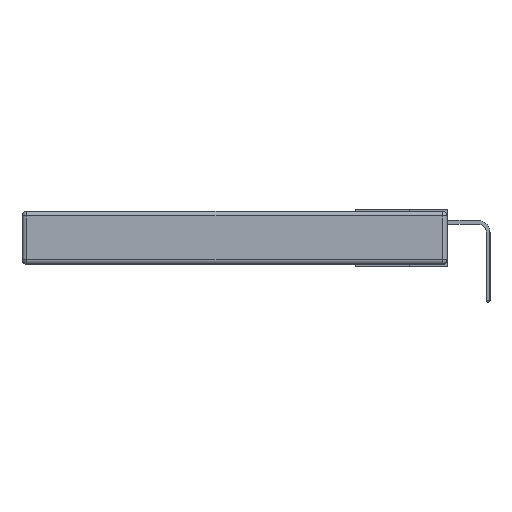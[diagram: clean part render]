
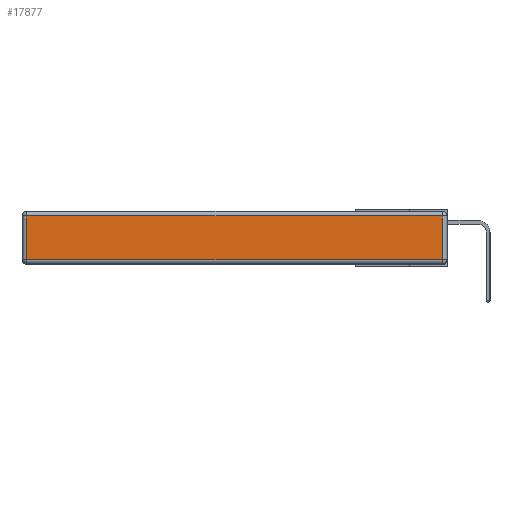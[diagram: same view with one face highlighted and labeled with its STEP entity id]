
A CAD part, left-side view. The second image highlights one B-rep face of the part: STEP entity #17877.
In plain terms, the highlighted planar face has unit normal (-1, 0, 0).
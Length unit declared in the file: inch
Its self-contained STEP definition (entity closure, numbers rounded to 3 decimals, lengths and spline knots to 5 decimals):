
#721 = ORIENTED_EDGE ( 'NONE', *, *, #7240, .T. ) ;
#1920 = LINE ( 'NONE', #2970, #20688 ) ;
#2663 = FACE_OUTER_BOUND ( 'NONE', #14021, .T. ) ;
#2970 = CARTESIAN_POINT ( 'NONE',  ( 0., 0., -0.313 ) ) ;
#3095 = VECTOR ( 'NONE', #21737, 39.37008 ) ;
#3179 = PLANE ( 'NONE',  #17763 ) ;
#4995 = CARTESIAN_POINT ( 'NONE',  ( 0., 0., -0.343 ) ) ;
#5156 = DIRECTION ( 'NONE',  ( 0., 0., 1. ) ) ;
#5618 = ORIENTED_EDGE ( 'NONE', *, *, #21679, .T. ) ;
#5921 = VERTEX_POINT ( 'NONE', #12938 ) ;
#6072 = ORIENTED_EDGE ( 'NONE', *, *, #7083, .T. ) ;
#6341 = ORIENTED_EDGE ( 'NONE', *, *, #23654, .T. ) ;
#6587 = DIRECTION ( 'NONE',  ( 0., 1., 0. ) ) ;
#6812 = VECTOR ( 'NONE', #14126, 39.37008 ) ;
#7083 = EDGE_CURVE ( 'NONE', #15573, #5921, #17254, .T. ) ;
#7240 = EDGE_CURVE ( 'NONE', #12342, #15573, #11400, .T. ) ;
#10871 = DIRECTION ( 'NONE',  ( -1., 0., 0. ) ) ;
#11400 = LINE ( 'NONE', #16266, #24907 ) ;
#12342 = VERTEX_POINT ( 'NONE', #20036 ) ;
#12938 = CARTESIAN_POINT ( 'NONE',  ( 0., 2.72, -0.313 ) ) ;
#14021 = EDGE_LOOP ( 'NONE', ( #5618, #6341, #721, #6072 ) ) ;
#14126 = DIRECTION ( 'NONE',  ( 0., 0., -1. ) ) ;
#14220 = CARTESIAN_POINT ( 'NONE',  ( 0., 2.72, -0.343 ) ) ;
#15501 = CARTESIAN_POINT ( 'NONE',  ( 0., 0.03, -0.313 ) ) ;
#15573 = VERTEX_POINT ( 'NONE', #18313 ) ;
#16266 = CARTESIAN_POINT ( 'NONE',  ( 0., 2.75, -0.03 ) ) ;
#17254 = LINE ( 'NONE', #14220, #6812 ) ;
#17763 = AXIS2_PLACEMENT_3D ( 'NONE', #4995, #10871, #5156 ) ;
#17877 = ADVANCED_FACE ( 'NONE', ( #2663 ), #3179, .T. ) ;
#18313 = CARTESIAN_POINT ( 'NONE',  ( 0., 2.72, -0.03 ) ) ;
#18769 = DIRECTION ( 'NONE',  ( 0., -1., 0. ) ) ;
#19754 = VERTEX_POINT ( 'NONE', #15501 ) ;
#19851 = CARTESIAN_POINT ( 'NONE',  ( 0., 0.03, -0.343 ) ) ;
#20036 = CARTESIAN_POINT ( 'NONE',  ( 0., 0.03, -0.03 ) ) ;
#20688 = VECTOR ( 'NONE', #18769, 39.37008 ) ;
#21679 = EDGE_CURVE ( 'NONE', #5921, #19754, #1920, .T. ) ;
#21737 = DIRECTION ( 'NONE',  ( 0., 0., 1. ) ) ;
#22146 = LINE ( 'NONE', #19851, #3095 ) ;
#23654 = EDGE_CURVE ( 'NONE', #19754, #12342, #22146, .T. ) ;
#24907 = VECTOR ( 'NONE', #6587, 39.37008 ) ;
